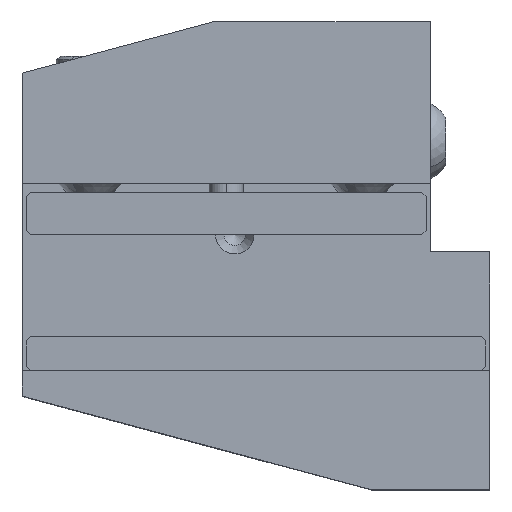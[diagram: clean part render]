
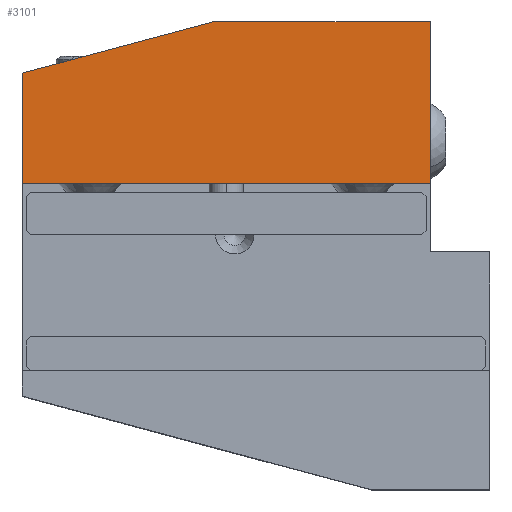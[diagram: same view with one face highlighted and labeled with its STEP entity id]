
A CAD part, top view. The second image highlights one B-rep face of the part: STEP entity #3101.
In plain terms, the highlighted planar face has unit normal (0, 0, 1).
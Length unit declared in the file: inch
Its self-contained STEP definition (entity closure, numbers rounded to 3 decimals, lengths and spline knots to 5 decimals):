
#326 = EDGE_CURVE ( 'NONE', #6573, #6009, #3560, .T. ) ;
#725 = CARTESIAN_POINT ( 'NONE',  ( -5.10484, -0.33489, 4.06024 ) ) ;
#763 = CARTESIAN_POINT ( 'NONE',  ( -5.10484, -1.75221, 4.06024 ) ) ;
#904 = VECTOR ( 'NONE', #2478, 39.37008 ) ;
#990 = ORIENTED_EDGE ( 'NONE', *, *, #2269, .T. ) ;
#1401 = LINE ( 'NONE', #7163, #904 ) ;
#1543 = DIRECTION ( 'NONE',  ( 0., 0., 1. ) ) ;
#2090 = LINE ( 'NONE', #3818, #5974 ) ;
#2269 = EDGE_CURVE ( 'NONE', #5791, #6573, #1401, .T. ) ;
#2299 = EDGE_CURVE ( 'NONE', #9163, #2485, #6895, .T. ) ;
#2335 = CARTESIAN_POINT ( 'NONE',  ( -3.21508, 0.41314, 4.06024 ) ) ;
#2478 = DIRECTION ( 'NONE',  ( 0., -1., 0. ) ) ;
#2485 = VERTEX_POINT ( 'NONE', #3499 ) ;
#2510 = CARTESIAN_POINT ( 'NONE',  ( -5.10484, 0.17692, 4.06024 ) ) ;
#2574 = DIRECTION ( 'NONE',  ( -1., 0., 0. ) ) ;
#2578 = DIRECTION ( 'NONE',  ( 0.966, 0.259, 0. ) ) ;
#2645 = EDGE_CURVE ( 'NONE', #5791, #2485, #6275, .T. ) ;
#2706 = CARTESIAN_POINT ( 'NONE',  ( -3.21508, -0.33489, 4.06024 ) ) ;
#2751 = ORIENTED_EDGE ( 'NONE', *, *, #326, .T. ) ;
#2991 = CARTESIAN_POINT ( 'NONE',  ( -5.10484, -0.33489, 4.06024 ) ) ;
#3074 = FACE_OUTER_BOUND ( 'NONE', #3410, .T. ) ;
#3101 = ADVANCED_FACE ( 'NONE', ( #3074 ), #5413, .T. ) ;
#3319 = VECTOR ( 'NONE', #5377, 39.37008 ) ;
#3410 = EDGE_LOOP ( 'NONE', ( #9541, #990, #2751, #5481, #7240 ) ) ;
#3499 = CARTESIAN_POINT ( 'NONE',  ( -4.22326, 0.41314, 4.06024 ) ) ;
#3560 = LINE ( 'NONE', #725, #3319 ) ;
#3818 = CARTESIAN_POINT ( 'NONE',  ( -3.21508, 0.41314, 4.06024 ) ) ;
#3930 = VECTOR ( 'NONE', #2578, 39.37008 ) ;
#4890 = CARTESIAN_POINT ( 'NONE',  ( -4.22326, 0.41314, 4.06024 ) ) ;
#5377 = DIRECTION ( 'NONE',  ( 1., 0., 0. ) ) ;
#5413 = PLANE ( 'NONE',  #7651 ) ;
#5481 = ORIENTED_EDGE ( 'NONE', *, *, #8498, .F. ) ;
#5791 = VERTEX_POINT ( 'NONE', #2510 ) ;
#5974 = VECTOR ( 'NONE', #9341, 39.37008 ) ;
#6009 = VERTEX_POINT ( 'NONE', #2706 ) ;
#6275 = LINE ( 'NONE', #4890, #3930 ) ;
#6573 = VERTEX_POINT ( 'NONE', #2991 ) ;
#6895 = LINE ( 'NONE', #8057, #8992 ) ;
#7005 = DIRECTION ( 'NONE',  ( 1., 0., 0. ) ) ;
#7163 = CARTESIAN_POINT ( 'NONE',  ( -5.10484, 0.41314, 4.06024 ) ) ;
#7240 = ORIENTED_EDGE ( 'NONE', *, *, #2299, .T. ) ;
#7651 = AXIS2_PLACEMENT_3D ( 'NONE', #763, #1543, #7005 ) ;
#8057 = CARTESIAN_POINT ( 'NONE',  ( -5.10484, 0.41314, 4.06024 ) ) ;
#8498 = EDGE_CURVE ( 'NONE', #9163, #6009, #2090, .T. ) ;
#8992 = VECTOR ( 'NONE', #2574, 39.37008 ) ;
#9163 = VERTEX_POINT ( 'NONE', #2335 ) ;
#9341 = DIRECTION ( 'NONE',  ( 0., -1., 0. ) ) ;
#9541 = ORIENTED_EDGE ( 'NONE', *, *, #2645, .F. ) ;
